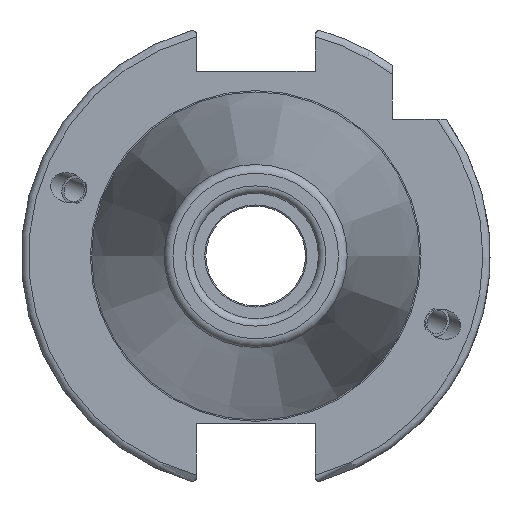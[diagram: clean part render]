
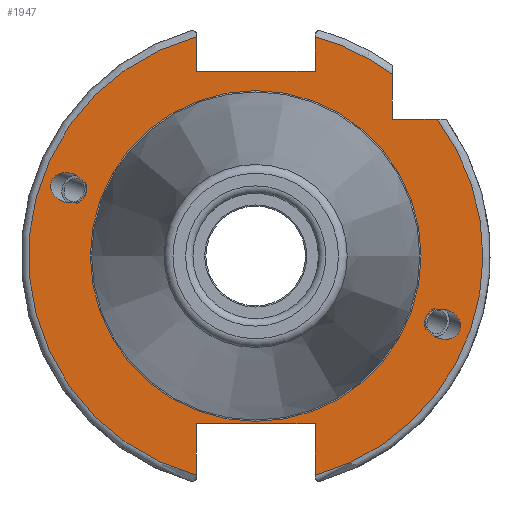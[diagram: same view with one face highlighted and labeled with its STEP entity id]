
A CAD part, left-side view. The second image highlights one B-rep face of the part: STEP entity #1947.
In plain terms, the highlighted planar face has unit normal (-1, 0, 0).
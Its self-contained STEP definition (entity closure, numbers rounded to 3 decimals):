
#132=LINE('',#3408,#233);
#139=LINE('',#3451,#240);
#145=LINE('',#3490,#246);
#146=LINE('',#3492,#247);
#147=LINE('',#3494,#248);
#148=LINE('',#3498,#249);
#149=LINE('',#3500,#250);
#150=LINE('',#3502,#251);
#233=VECTOR('',#2598,10.);
#240=VECTOR('',#2607,10.);
#246=VECTOR('',#2617,10.);
#247=VECTOR('',#2618,10.);
#248=VECTOR('',#2619,10.);
#249=VECTOR('',#2622,10.);
#250=VECTOR('',#2623,10.);
#251=VECTOR('',#2624,10.);
#334=FACE_BOUND('',#561,.T.);
#335=FACE_BOUND('',#562,.T.);
#336=FACE_BOUND('',#563,.T.);
#352=ELLIPSE('',#2109,2.442,2.);
#361=ELLIPSE('',#2157,2.442,2.);
#376=PLANE('',#2160);
#446=FACE_OUTER_BOUND('',#560,.T.);
#560=EDGE_LOOP('',(#1575,#1576,#1577,#1578,#1579,#1580,#1581,#1582,#1583,
#1584,#1585));
#561=EDGE_LOOP('',(#1586));
#562=EDGE_LOOP('',(#1587));
#563=EDGE_LOOP('',(#1588,#1589));
#691=CIRCLE('',#2161,30.775);
#692=CIRCLE('',#2162,30.775);
#693=CIRCLE('',#2163,30.775);
#694=CIRCLE('',#2164,22.4);
#695=CIRCLE('',#2165,22.4);
#830=VERTEX_POINT('',#3213);
#874=VERTEX_POINT('',#3402);
#875=VERTEX_POINT('',#3406);
#876=VERTEX_POINT('',#3407);
#885=VERTEX_POINT('',#3450);
#892=VERTEX_POINT('',#3487);
#893=VERTEX_POINT('',#3489);
#894=VERTEX_POINT('',#3491);
#895=VERTEX_POINT('',#3493);
#896=VERTEX_POINT('',#3495);
#897=VERTEX_POINT('',#3497);
#898=VERTEX_POINT('',#3499);
#899=VERTEX_POINT('',#3501);
#900=VERTEX_POINT('',#3504);
#901=VERTEX_POINT('',#3505);
#1065=EDGE_CURVE('',#830,#830,#352,.T.);
#1125=EDGE_CURVE('',#874,#874,#361,.T.);
#1126=EDGE_CURVE('',#875,#876,#132,.T.);
#1137=EDGE_CURVE('',#885,#875,#139,.T.);
#1146=EDGE_CURVE('',#892,#876,#691,.T.);
#1147=EDGE_CURVE('',#892,#893,#145,.T.);
#1148=EDGE_CURVE('',#893,#894,#146,.T.);
#1149=EDGE_CURVE('',#894,#895,#147,.T.);
#1150=EDGE_CURVE('',#896,#895,#692,.T.);
#1151=EDGE_CURVE('',#896,#897,#148,.T.);
#1152=EDGE_CURVE('',#897,#898,#149,.T.);
#1153=EDGE_CURVE('',#898,#899,#150,.T.);
#1154=EDGE_CURVE('',#885,#899,#693,.T.);
#1155=EDGE_CURVE('',#900,#901,#694,.T.);
#1156=EDGE_CURVE('',#901,#900,#695,.T.);
#1575=ORIENTED_EDGE('',*,*,#1137,.T.);
#1576=ORIENTED_EDGE('',*,*,#1126,.T.);
#1577=ORIENTED_EDGE('',*,*,#1146,.F.);
#1578=ORIENTED_EDGE('',*,*,#1147,.T.);
#1579=ORIENTED_EDGE('',*,*,#1148,.T.);
#1580=ORIENTED_EDGE('',*,*,#1149,.T.);
#1581=ORIENTED_EDGE('',*,*,#1150,.F.);
#1582=ORIENTED_EDGE('',*,*,#1151,.T.);
#1583=ORIENTED_EDGE('',*,*,#1152,.T.);
#1584=ORIENTED_EDGE('',*,*,#1153,.T.);
#1585=ORIENTED_EDGE('',*,*,#1154,.F.);
#1586=ORIENTED_EDGE('',*,*,#1065,.T.);
#1587=ORIENTED_EDGE('',*,*,#1125,.T.);
#1588=ORIENTED_EDGE('',*,*,#1155,.T.);
#1589=ORIENTED_EDGE('',*,*,#1156,.T.);
#1947=ADVANCED_FACE('',(#446,#334,#335,#336),#376,.T.);
#2109=AXIS2_PLACEMENT_3D('',#3215,#2481,#2482);
#2157=AXIS2_PLACEMENT_3D('',#3404,#2594,#2595);
#2160=AXIS2_PLACEMENT_3D('',#3486,#2613,#2614);
#2161=AXIS2_PLACEMENT_3D('',#3488,#2615,#2616);
#2162=AXIS2_PLACEMENT_3D('',#3496,#2620,#2621);
#2163=AXIS2_PLACEMENT_3D('',#3503,#2625,#2626);
#2164=AXIS2_PLACEMENT_3D('',#3506,#2627,#2628);
#2165=AXIS2_PLACEMENT_3D('',#3507,#2629,#2630);
#2481=DIRECTION('center_axis',(1.,0.,0.));
#2482=DIRECTION('ref_axis',(0.,-0.94,-0.342));
#2594=DIRECTION('center_axis',(1.,0.,0.));
#2595=DIRECTION('ref_axis',(0.,0.94,0.342));
#2598=DIRECTION('',(0.,0.,1.));
#2607=DIRECTION('',(0.,1.,0.));
#2613=DIRECTION('center_axis',(-1.,0.,0.));
#2614=DIRECTION('ref_axis',(0.,0.,1.));
#2615=DIRECTION('center_axis',(1.,0.,0.));
#2616=DIRECTION('ref_axis',(0.,0.,-1.));
#2617=DIRECTION('',(0.,0.,-1.));
#2618=DIRECTION('',(0.,1.,0.));
#2619=DIRECTION('',(0.,0.,1.));
#2620=DIRECTION('center_axis',(1.,0.,0.));
#2621=DIRECTION('ref_axis',(0.,0.,-1.));
#2622=DIRECTION('',(0.,0.,1.));
#2623=DIRECTION('',(0.,-1.,0.));
#2624=DIRECTION('',(0.,0.,-1.));
#2625=DIRECTION('center_axis',(1.,0.,0.));
#2626=DIRECTION('ref_axis',(0.,0.,-1.));
#2627=DIRECTION('center_axis',(1.,0.,0.));
#2628=DIRECTION('ref_axis',(0.,0.,-1.));
#2629=DIRECTION('center_axis',(1.,0.,0.));
#2630=DIRECTION('ref_axis',(0.,0.,-1.));
#3213=CARTESIAN_POINT('',(3.2,-23.077,-8.399));
#3215=CARTESIAN_POINT('Origin',(3.2,-25.372,-9.235));
#3402=CARTESIAN_POINT('',(3.2,23.077,8.399));
#3404=CARTESIAN_POINT('Origin',(3.2,25.372,9.235));
#3406=CARTESIAN_POINT('',(3.2,-18.5,18.5));
#3407=CARTESIAN_POINT('',(3.2,-18.5,24.594));
#3408=CARTESIAN_POINT('',(3.2,-18.5,14.25));
#3450=CARTESIAN_POINT('',(3.2,-24.594,18.5));
#3451=CARTESIAN_POINT('',(3.2,6.138,18.5));
#3486=CARTESIAN_POINT('Origin',(3.2,30.775,0.));
#3487=CARTESIAN_POINT('',(3.2,-8.05,29.704));
#3488=CARTESIAN_POINT('Origin',(3.2,0.,0.));
#3489=CARTESIAN_POINT('',(3.2,-8.05,25.));
#3490=CARTESIAN_POINT('',(3.2,-8.05,12.5));
#3491=CARTESIAN_POINT('',(3.2,8.05,25.));
#3492=CARTESIAN_POINT('',(3.2,15.388,25.));
#3493=CARTESIAN_POINT('',(3.2,8.05,29.704));
#3494=CARTESIAN_POINT('',(3.2,8.05,12.5));
#3495=CARTESIAN_POINT('',(3.2,8.05,-29.704));
#3496=CARTESIAN_POINT('Origin',(3.2,0.,0.));
#3497=CARTESIAN_POINT('',(3.2,8.05,-22.7));
#3498=CARTESIAN_POINT('',(3.2,8.05,-11.35));
#3499=CARTESIAN_POINT('',(3.2,-8.05,-22.7));
#3500=CARTESIAN_POINT('',(3.2,15.388,-22.7));
#3501=CARTESIAN_POINT('',(3.2,-8.05,-29.704));
#3502=CARTESIAN_POINT('',(3.2,-8.05,-11.35));
#3503=CARTESIAN_POINT('Origin',(3.2,0.,0.));
#3504=CARTESIAN_POINT('',(3.2,22.4,0.));
#3505=CARTESIAN_POINT('',(3.2,0.,22.4));
#3506=CARTESIAN_POINT('Origin',(3.2,0.,0.));
#3507=CARTESIAN_POINT('Origin',(3.2,0.,0.));
